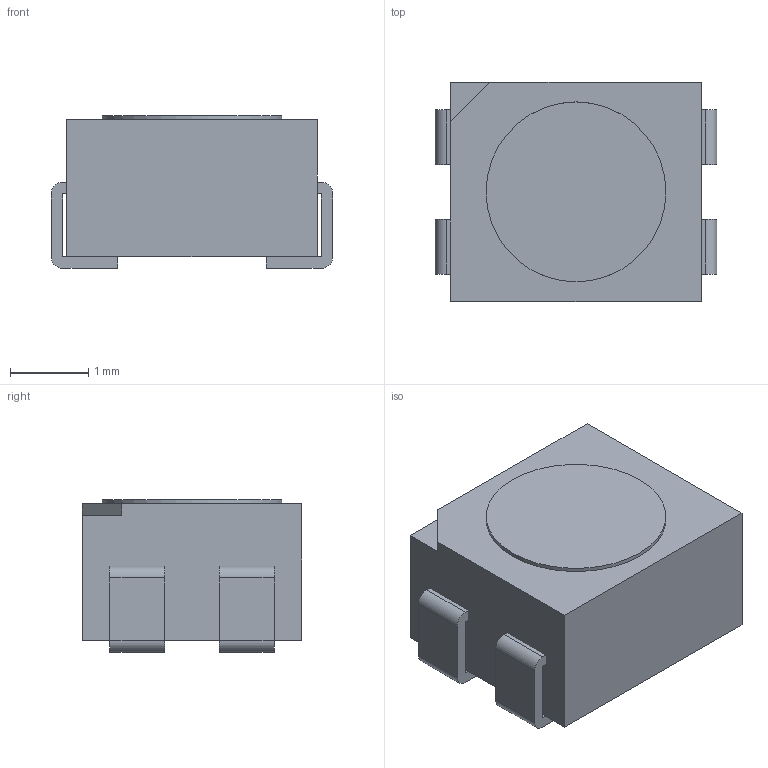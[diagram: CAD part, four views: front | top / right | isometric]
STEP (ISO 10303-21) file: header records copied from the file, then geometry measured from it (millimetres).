
FILE_DESCRIPTION(('FreeCAD Model'),'2;1');
FILE_NAME('CREE_CLV1L-FKB.step', '2019-03-24T17:46:34',('Author'),(''), 'Open CASCADE STEP processor 7.2','FreeCAD','Unknown');
FILE_SCHEMA(('AUTOMOTIVE_DESIGN { 1 0 10303 214 1 1 1 1 }'));
Length unit declared in the file: millimetre
Products named in the file (4): ASSEMBLY; Pad002; Pad002_(Mirror_#1); Pad001
Assembly tree (3 placements, depth 2):
  ASSEMBLY
    Pad002
    Pad002_(Mirror_#1)
    Pad001
Bounding box: 3.6 x 2.8 x 1.95 mm (x, y, z)
Volume: 17.3 mm3; surface area: 64.8 mm2
Topology: 3 solids, 3 shells, 48 faces, 120 edges, 80 vertices
Faces by surface type: plane 38, cylinder 10
Full cylindrical faces by diameter (mm): 2.299 x1, 2.3 x1
Entity records: 3170 total; most frequent: CARTESIAN_POINT 574, DIRECTION 457, LINE 304, VECTOR 304, ORIENTED_EDGE 240, PCURVE 240, DEFINITIONAL_REPRESENTATION 240, EDGE_CURVE 120
